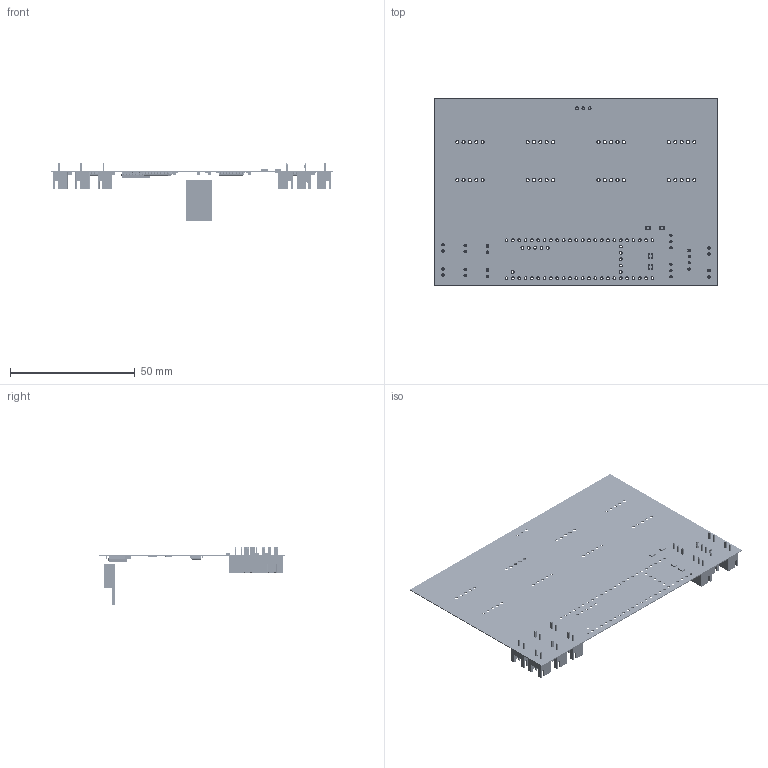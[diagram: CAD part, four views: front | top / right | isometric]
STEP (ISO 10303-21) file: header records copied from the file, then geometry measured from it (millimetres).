
FILE_DESCRIPTION(('Open CASCADE Model'),'2;1');
FILE_NAME('Open CASCADE Shape Model','2023-02-02T03:18:36',('Author'),( 'Open CASCADE'),'Open CASCADE STEP processor 7.5','Open CASCADE 7.5' ,'Unknown');
FILE_SCHEMA(('AUTOMOTIVE_DESIGN { 1 0 10303 214 1 1 1 1 }'));
Length unit declared in the file: millimetre
Products named in the file (154): PCB; Board; Open CASCADE STEP translator 7.5 3.1.1; C8; 6555668304; Extruded; 6555665264; C7; U7; SOIC-16akaD0016AakaM16A; M16A_ASM_24_ASM; BODY_M16A_17; LEAD_M16A_42; U6; U5; U4; IC_Microchip_MCP2515-I-SO_eec; U3; IC_NXP_Semiconductors_SA602AD-01_118_eec; IC_BODY; circle; IC_LEG; IC_LEG_MIR9; Nexperia; U2; U1; 6728856720; 6728856880; R37; Res_Susumu_RG2012N-394-W-T1_eec; body; pad; top; Susumu; R36; R35; R34; R33; R32; R31 ...
Assembly tree (246 placements, depth 5):
  PCB
    Board
      Open CASCADE STEP translator 7.5 3.1.1
    C8
      6555668304
        Extruded
      6555665264  x2
        Extruded
    C7
      6555668304
        Extruded
      6555665264  x2
        Extruded
    U7
      SOIC-16akaD0016AakaM16A
        M16A_ASM_24_ASM
          BODY_M16A_17
          LEAD_M16A_42  x16
    U6
      SOIC-16akaD0016AakaM16A
        M16A_ASM_24_ASM
          BODY_M16A_17
          LEAD_M16A_42  x16
    U5
      SOIC-16akaD0016AakaM16A
        M16A_ASM_24_ASM
          BODY_M16A_17
          LEAD_M16A_42  x16
    U4
      IC_Microchip_MCP2515-I-SO_eec
      IC_Microchip_MCP2515-I-SO_eec
      IC_Microchip_MCP2515-I-SO_eec
      IC_Microchip_MCP2515-I-SO_eec
      IC_Microchip_MCP2515-I-SO_eec
      IC_Microchip_MCP2515-I-SO_eec
      IC_Microchip_MCP2515-I-SO_eec
      IC_Microchip_MCP2515-I-SO_eec
      IC_Microchip_MCP2515-I-SO_eec
      IC_Microchip_MCP2515-I-SO_eec
      IC_Microchip_MCP2515-I-SO_eec
      IC_Microchip_MCP2515-I-SO_eec
      IC_Microchip_MCP2515-I-SO_eec
      IC_Microchip_MCP2515-I-SO_eec
      IC_Microchip_MCP2515-I-SO_eec
      IC_Microchip_MCP2515-I-SO_eec
      IC_Microchip_MCP2515-I-SO_eec
      IC_Microchip_MCP2515-I-SO_eec
      IC_Microchip_MCP2515-I-SO_eec
      IC_Microchip_MCP2515-I-SO_eec
      IC_Microchip_MCP2515-I-SO_eec
      IC_Microchip_MCP2515-I-SO_eec
      IC_Microchip_MCP2515-I-SO_eec
      IC_Microchip_MCP2515-I-SO_eec
      IC_Microchip_MCP2515-I-SO_eec
      IC_Microchip_MCP2515-I-SO_eec
      IC_Microchip_MCP2515-I-SO_eec
      IC_Microchip_MCP2515-I-SO_eec
      IC_Microchip_MCP2515-I-SO_eec
      IC_Microchip_MCP2515-I-SO_eec
      IC_Microchip_MCP2515-I-SO_eec
Bounding box: 113.28 x 74.68 x 23.1 mm (x, y, z)
Volume: 6611.1 mm3; surface area: 24281.8 mm2
Topology: 1269 solids, 1269 shells, 14208 faces, 30918 edges, 19253 vertices
Faces by surface type: plane 8944, cylinder 3693, sphere 813, torus 398, extrusion 200, bspline 160
Full cylindrical faces by diameter (mm): 0.07 x1, 0.4 x1, 0.835 x1, 0.9 x10, 1 x16, 1.1 x3, 1.11 x59, 1.27 x40, 1.518 x1
Entity records: 81312 total; most frequent: CARTESIAN_POINT 14676, ORIENTED_EDGE 11124, DIRECTION 10860, EDGE_CURVE 5562, VECTOR 3790, LINE 3590, AXIS2_PLACEMENT_3D 3535, VERTEX_POINT 3493
